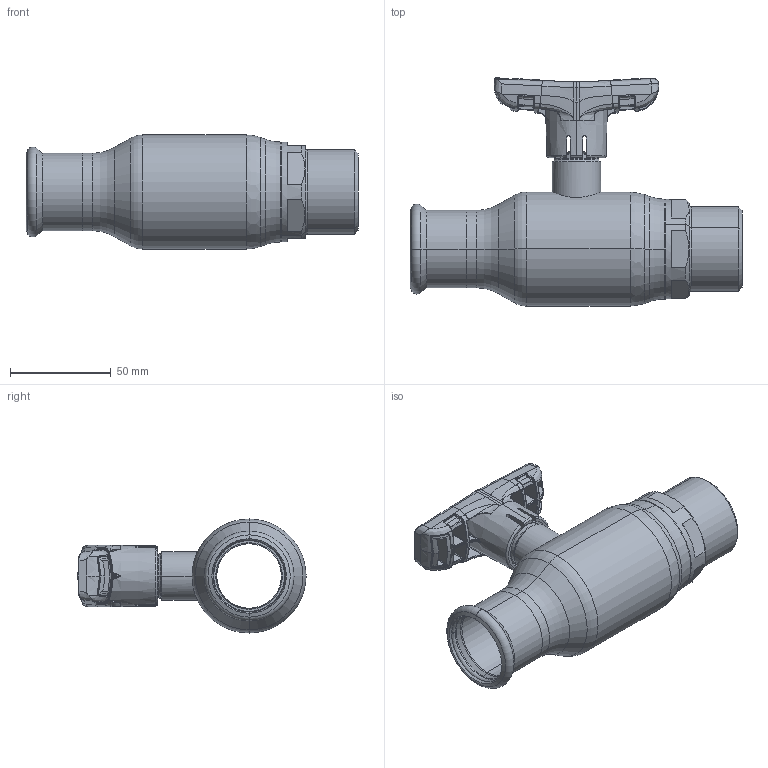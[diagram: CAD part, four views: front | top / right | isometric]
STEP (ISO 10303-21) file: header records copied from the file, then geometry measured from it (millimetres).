
FILE_DESCRIPTION (( 'STEP AP214' ), '1' );
FILE_NAME ('1032001200-1400.step', '2024-01-15T11:30:02', ( '' ), ( '' ), 'SwSTEP 2.0', 'SolidWorks 2021', '' );
FILE_SCHEMA (( 'AUTOMOTIVE_DESIGN' ));
Length unit declared in the file: millimetre
Products named in the file (1): 1032001200-1400
Bounding box: 164.5 x 113.08 x 56.5 mm (x, y, z)
Surface area: 50363.3 mm2 (no closed solid volume)
Topology: 0 solids, 7 shells, 601 faces, 1966 edges, 1290 vertices
Faces by surface type: bspline 458, plane 50, cylinder 38, cone 28, torus 23, sphere 4
Entity records: 56003 total; most frequent: CARTESIAN_POINT 36792, ORIENTED_EDGE 3244, EDGE_CURVE 1957, B_SPLINE_CURVE_WITH_KNOTS 1379, VERTEX_POINT 1289, DIRECTION 1270, EDGE_LOOP 613, UNCERTAINTY_MEASURE_WITH_UNIT 602
